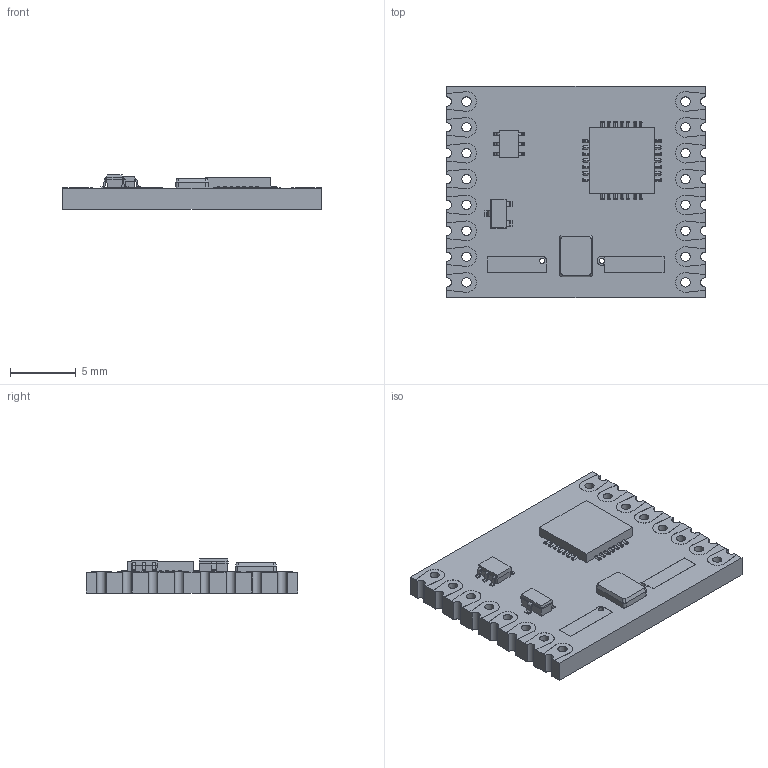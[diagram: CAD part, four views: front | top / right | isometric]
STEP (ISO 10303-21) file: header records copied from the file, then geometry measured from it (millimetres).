
FILE_DESCRIPTION(('FreeCAD Model'),'2;1');
FILE_NAME( 'Remote Modul.step', '2018-02-28T15:49:39',('kicad StepUp'),('ksu MCAD'), 'Open CASCADE STEP processor 7.1','FreeCAD','Unknown');
FILE_SCHEMA(('AUTOMOTIVE_DESIGN_CC2 { 1 2 10303 214 -1 1 5 4 }'));
Length unit declared in the file: millimetre
Products named in the file (1): Remote_Modul
Bounding box: 19.7 x 16.1 x 2.62 mm (x, y, z)
Volume: 524.4 mm3; surface area: 857.7 mm2
Topology: 1 solids, 1 shells, 684 faces, 1894 edges, 1166 vertices
Faces by surface type: plane 376, cylinder 252, bspline 56
Full cylindrical faces by diameter (mm): 0.4 x2, 0.7 x16
Entity records: 29193 total; most frequent: CARTESIAN_POINT 7441, ORIENTED_EDGE 3676, DIRECTION 3382, EDGE_CURVE 1838, LINE 1328, VECTOR 1328, VERTEX_POINT 1166, AXIS2_PLACEMENT_3D 1027
